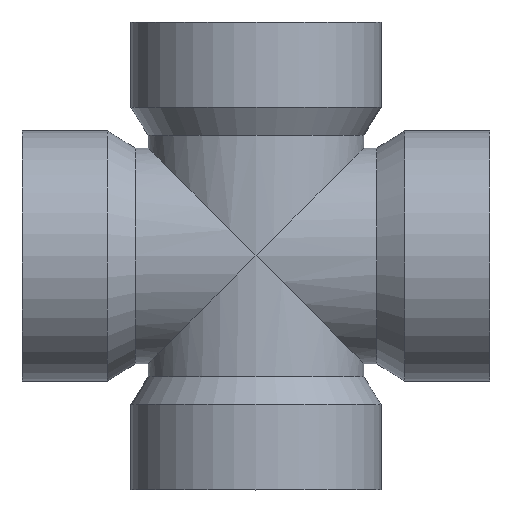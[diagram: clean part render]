
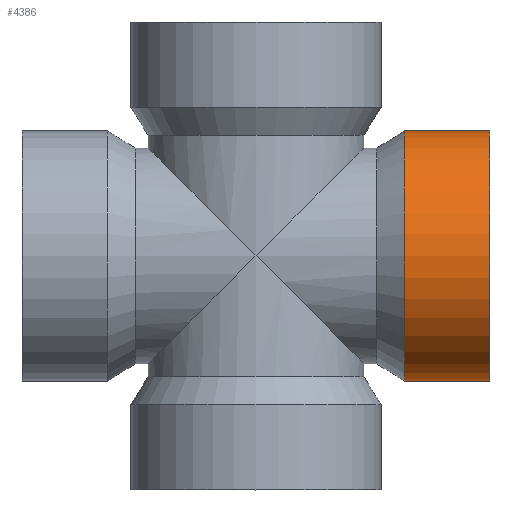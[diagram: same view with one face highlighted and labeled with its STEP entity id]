
A CAD part, top view. The second image highlights one B-rep face of the part: STEP entity #4386.
In plain terms, the highlighted cylindrical face has radius 17.615 mm (diameter 35.23 mm), a full revolution.
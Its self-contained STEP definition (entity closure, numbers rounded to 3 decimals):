
#4370 = EDGE_CURVE('',#4371,#4371,#4373,.T.);
#4371 = VERTEX_POINT('',#4372);
#4372 = CARTESIAN_POINT('',(32.921,0.,
    15.306));
#4373 = CIRCLE('',#4374,17.615);
#4374 = AXIS2_PLACEMENT_3D('',#4375,#4376,#4377);
#4375 = CARTESIAN_POINT('',(32.921,0.,
    32.921));
#4376 = DIRECTION('',(-1.,0.,0.));
#4377 = DIRECTION('',(0.,0.,1.));
#4386 = ADVANCED_FACE('',(#4387),#4406,.T.);
#4387 = FACE_BOUND('',#4388,.T.);
#4388 = EDGE_LOOP('',(#4389,#4398,#4404,#4405));
#4389 = ORIENTED_EDGE('',*,*,#4390,.F.);
#4390 = EDGE_CURVE('',#4391,#4391,#4393,.T.);
#4391 = VERTEX_POINT('',#4392);
#4392 = CARTESIAN_POINT('',(20.921,0.,
    15.306));
#4393 = CIRCLE('',#4394,17.615);
#4394 = AXIS2_PLACEMENT_3D('',#4395,#4396,#4397);
#4395 = CARTESIAN_POINT('',(20.921,0.,
    32.921));
#4396 = DIRECTION('',(-1.,0.,0.));
#4397 = DIRECTION('',(0.,0.,1.));
#4398 = ORIENTED_EDGE('',*,*,#4399,.T.);
#4399 = EDGE_CURVE('',#4391,#4371,#4400,.T.);
#4400 = LINE('',#4401,#4402);
#4401 = CARTESIAN_POINT('',(26.921,0.,
    15.306));
#4402 = VECTOR('',#4403,1.);
#4403 = DIRECTION('',(1.,0.,0.));
#4404 = ORIENTED_EDGE('',*,*,#4370,.T.);
#4405 = ORIENTED_EDGE('',*,*,#4399,.F.);
#4406 = CYLINDRICAL_SURFACE('',#4407,17.615);
#4407 = AXIS2_PLACEMENT_3D('',#4408,#4409,#4410);
#4408 = CARTESIAN_POINT('',(26.921,0.,
    32.921));
#4409 = DIRECTION('',(-1.,0.,0.));
#4410 = DIRECTION('',(0.,0.,1.));
